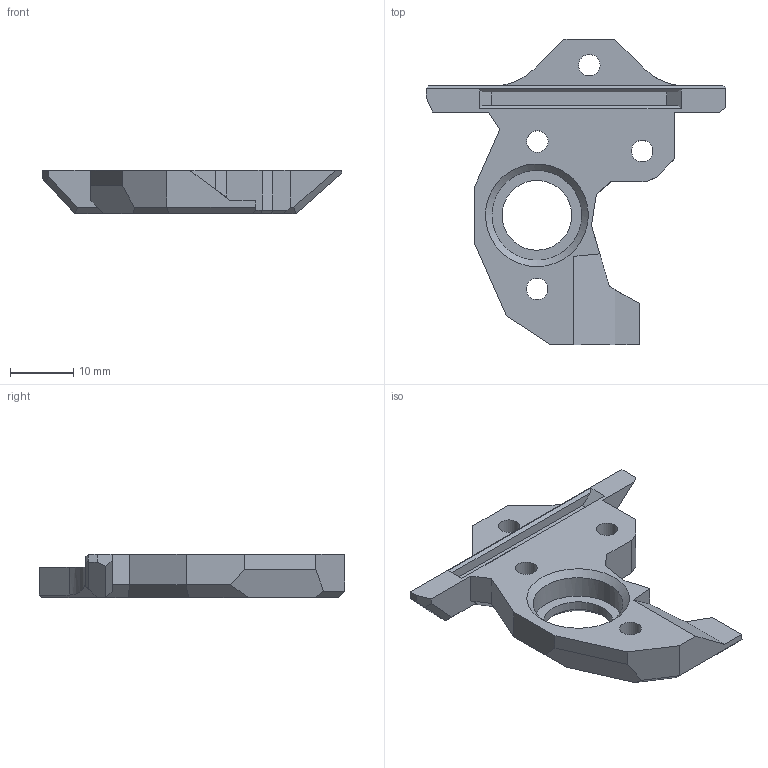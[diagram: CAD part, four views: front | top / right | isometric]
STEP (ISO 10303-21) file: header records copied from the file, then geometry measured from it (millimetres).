
FILE_DESCRIPTION(/* description */ ('STEP AP242','CAx-IF Rec.Pracs.---Representation and Presentation of Product Manufacturing Information (PMI)---4.0---2014-10-13','CAx-IF Rec.Pracs.---3D Tessellated Geometry---0.4---2014-09-14','2;1'),/* implementation_level */ '2;1');
FILE_NAME(/* name */ 'G2SA front for Xol Extruder Mount',/* time_stamp */ '2024-06-15T13:28:10Z',/* author */ (''),/* organization */ (''),/* preprocessor_version */ 'ST-DEVELOPER v20',/* originating_system */ ' ',/* authorisation */ ' ');
FILE_SCHEMA (('AP242_MANAGED_MODEL_BASED_3D_ENGINEERING_MIM_LF { 1 0 10303 442 1 1 4 }'));
Length unit declared in the file: metre
Products named in the file (2): G2SA front for Xol Extruder Mount; G2SA front
Assembly tree (1 placements, depth 2):
  G2SA front for Xol Extruder Mount
    G2SA front
Bounding box: 47.3 x 48.23 x 6.8 mm (x, y, z)
Volume: 5153.6 mm3; surface area: 3592.3 mm2
Topology: 1 solids, 1 shells, 134 faces, 350 edges, 220 vertices
Faces by surface type: plane 116, cylinder 12, cone 5, bspline 1
Full cylindrical faces by diameter (mm): 3.4 x4, 5.8 x1, 6 x3, 11 x1, 14.2 x1
Entity records: 4105 total; most frequent: CARTESIAN_POINT 828, ORIENTED_EDGE 658, DIRECTION 651, EDGE_CURVE 329, LINE 273, VECTOR 273, VERTEX_POINT 215, AXIS2_PLACEMENT_3D 189
